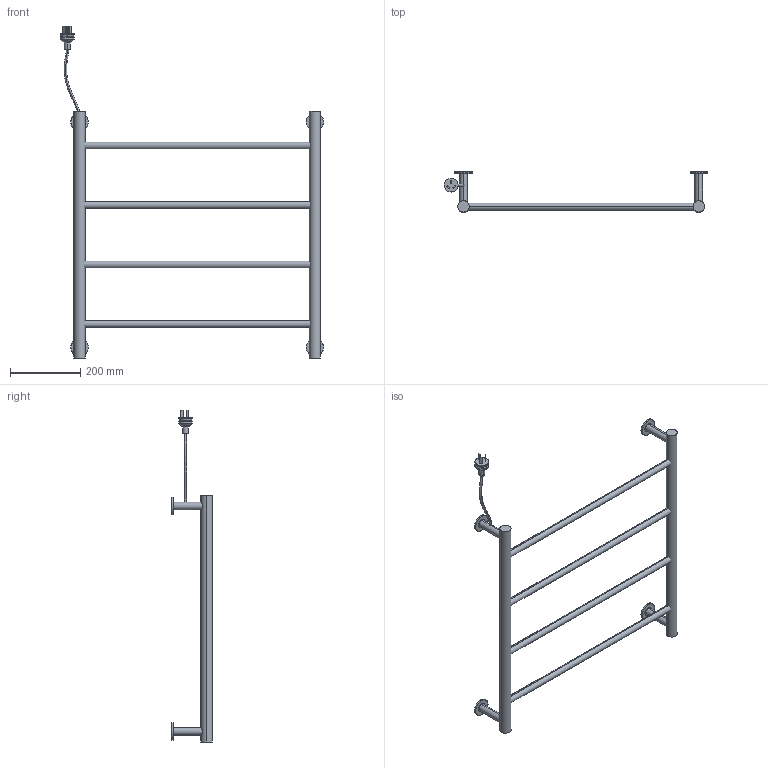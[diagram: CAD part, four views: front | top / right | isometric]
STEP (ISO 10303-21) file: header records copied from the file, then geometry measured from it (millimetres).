
FILE_DESCRIPTION (( 'STEP AP203' ), '1' );
FILE_NAME ('r64 - Բ-700x700.STEP', '2020-04-17T00:33:23', ( 'USER-' ), ( 'MS' ), 'SwSTEP 2.0', 'SolidWorks 2010', '' );
FILE_SCHEMA (( 'CONFIG_CONTROL_DESIGN' ));
Length unit declared in the file: millimetre
Products named in the file (7): 翋奪湍諉華; 翋奪帤湍諉華; r64 - Բ-700x700; 盓奪; 盓創; 埴蚾庉裔; 凰湮瞳捚脣芛
Assembly tree (15 placements, depth 2):
  r64 - Բ-700x700
    翋奪帤湍諉華
    盓創  x4
    盓奪  x4
    埴蚾庉裔  x4
    翋奪湍諉華
    凰湮瞳捚脣芛
Bounding box: 747.5 x 115 x 942.47 mm (x, y, z)
Volume: 1377345.1 mm3; surface area: 512551.6 mm2
Topology: 15 solids, 15 shells, 150 faces, 298 edges, 190 vertices
Faces by surface type: cylinder 70, plane 56, torus 22, bspline 2
Entity records: 3199 total; most frequent: CARTESIAN_POINT 610, DIRECTION 382, ORIENTED_EDGE 296, AXIS2_PLACEMENT_3D 152, EDGE_CURVE 148, VERTEX_POINT 94, EDGE_LOOP 82, VECTOR 78
